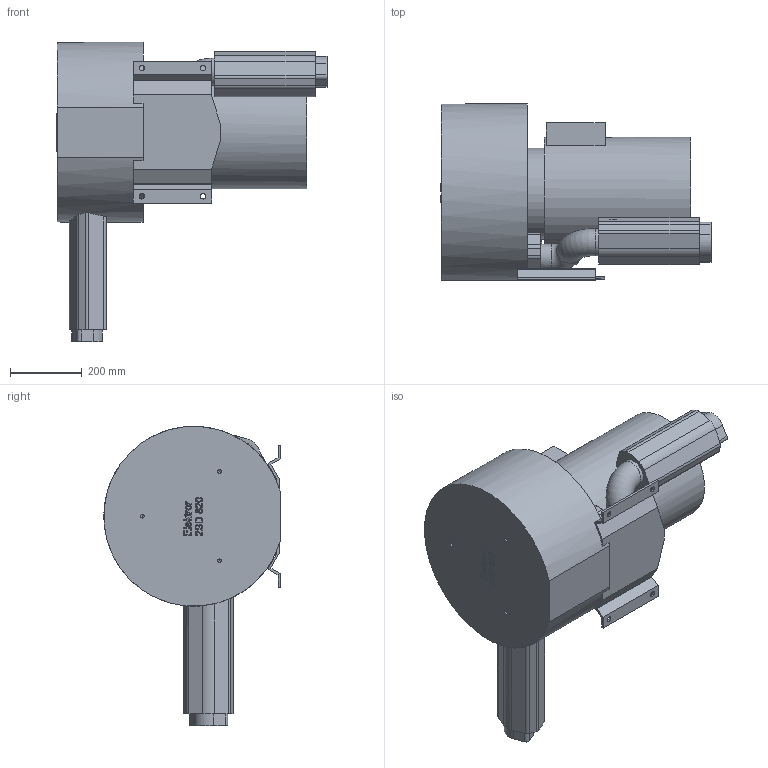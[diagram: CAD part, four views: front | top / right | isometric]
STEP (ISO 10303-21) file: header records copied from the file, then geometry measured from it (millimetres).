
FILE_DESCRIPTION((''),'2;1');
FILE_NAME('AttTemp.stp','2012-07-20T07:46:57',('LuginslandCAD'),(''),'Autodesk Inventor 2012','Autodesk Inventor 2012','');
FILE_SCHEMA(('CONFIG_CONTROL_DESIGN'));
Length unit declared in the file: millimetre
Products named in the file (1): 01-TB-14543
Bounding box: 750.4 x 490 x 831.93 mm (x, y, z)
Volume: 89697607.1 mm3; surface area: 1926351.9 mm2
Topology: 1 solids, 5 shells, 380 faces, 996 edges, 659 vertices
Faces by surface type: plane 199, bspline 99, cylinder 69, cone 11, torus 2
Full cylindrical faces by diameter (mm): 6.647 x8, 10.106 x3, 15 x6, 70 x2, 72.226 x2, 75 x2, 252 x1, 314 x1
Entity records: 12145 total; most frequent: CARTESIAN_POINT 3345, ORIENTED_EDGE 1888, DIRECTION 1448, EDGE_CURVE 944, VERTEX_POINT 645, VECTOR 592, LINE 592, EDGE_LOOP 461
